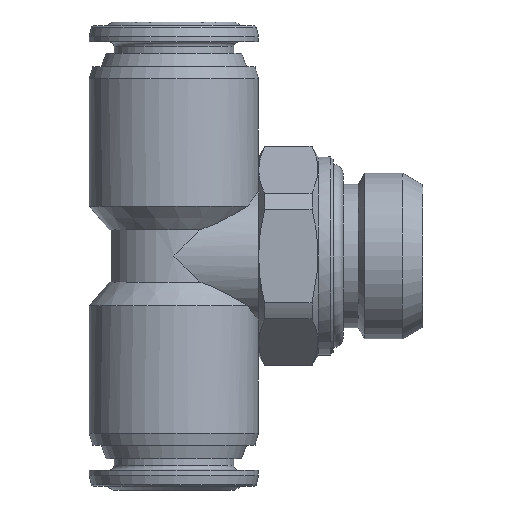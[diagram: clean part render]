
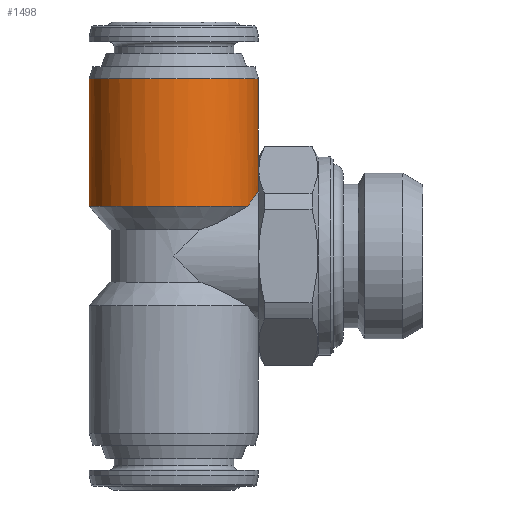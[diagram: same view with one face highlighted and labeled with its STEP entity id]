
A CAD part, left-side view. The second image highlights one B-rep face of the part: STEP entity #1498.
In plain terms, the highlighted cylindrical face has radius 8.5 mm (diameter 17 mm), a full revolution.
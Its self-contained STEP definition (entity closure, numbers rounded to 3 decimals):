
#92=B_SPLINE_CURVE_WITH_KNOTS('',3,(#2246,#2247,#2248,#2249,#2250,#2251,
#2252),.UNSPECIFIED.,.F.,.F.,(4,1,1,1,4),(0.,0.002,0.005,
0.007,0.009),.UNSPECIFIED.);
#137=CIRCLE('',#1619,8.5);
#138=CIRCLE('',#1620,8.5);
#286=ORIENTED_EDGE('',*,*,#492,.F.);
#287=ORIENTED_EDGE('',*,*,#477,.T.);
#288=ORIENTED_EDGE('',*,*,#493,.T.);
#477=EDGE_CURVE('',#578,#579,#92,.T.);
#492=EDGE_CURVE('',#578,#579,#137,.T.);
#493=EDGE_CURVE('',#591,#591,#138,.T.);
#578=VERTEX_POINT('',#2253);
#579=VERTEX_POINT('',#2254);
#591=VERTEX_POINT('',#2315);
#699=EDGE_LOOP('',(#286,#287));
#700=EDGE_LOOP('',(#288));
#827=FACE_BOUND('',#699,.T.);
#828=FACE_BOUND('',#700,.T.);
#927=CYLINDRICAL_SURFACE('',#1618,8.5);
#1498=ADVANCED_FACE('',(#827,#828),#927,.T.);
#1618=AXIS2_PLACEMENT_3D('',#2312,#1854,#1855);
#1619=AXIS2_PLACEMENT_3D('',#2313,#1856,#1857);
#1620=AXIS2_PLACEMENT_3D('',#2314,#1858,#1859);
#1854=DIRECTION('',(0.,0.,-1.));
#1855=DIRECTION('',(-1.,0.,0.));
#1856=DIRECTION('',(0.,0.,-1.));
#1857=DIRECTION('',(-1.,0.,0.));
#1858=DIRECTION('',(0.,0.,-1.));
#1859=DIRECTION('',(-1.,0.,0.));
#2246=CARTESIAN_POINT('',(-4.153,17.584,5.));
#2247=CARTESIAN_POINT('',(-3.6,17.274,5.46));
#2248=CARTESIAN_POINT('',(-2.329,16.725,6.21));
#2249=CARTESIAN_POINT('',(-0.008,16.389,6.644));
#2250=CARTESIAN_POINT('',(2.321,16.721,6.214));
#2251=CARTESIAN_POINT('',(3.599,17.274,5.46));
#2252=CARTESIAN_POINT('',(4.153,17.584,5.));
#2253=CARTESIAN_POINT('',(-4.153,17.584,5.));
#2254=CARTESIAN_POINT('',(4.153,17.584,5.));
#2312=CARTESIAN_POINT('',(0.,25.,-23.5));
#2313=CARTESIAN_POINT('',(0.,25.,5.));
#2314=CARTESIAN_POINT('',(0.,25.,17.8));
#2315=CARTESIAN_POINT('',(-8.5,25.,17.8));
